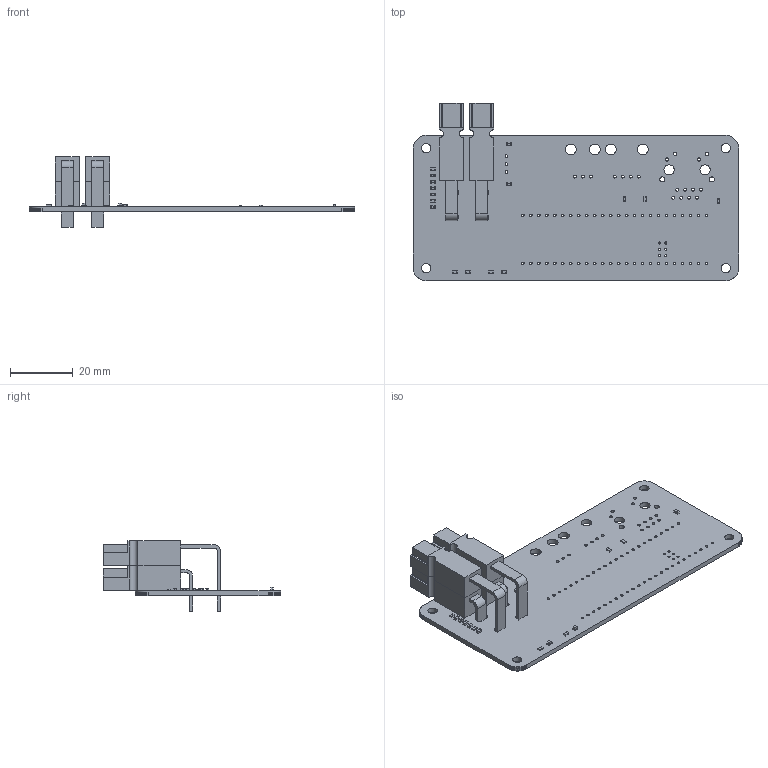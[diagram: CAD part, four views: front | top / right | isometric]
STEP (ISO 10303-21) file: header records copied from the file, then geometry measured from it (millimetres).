
FILE_DESCRIPTION(('KiCad electronic assembly'),'2;1');
FILE_NAME('RotatingSignalStack_board.step','2024-03-22T23:59:45',( 'Pcbnew'),('Kicad'),'Open CASCADE STEP processor 7.6', 'KiCad to STEP converter','Unknown');
FILE_SCHEMA(('AUTOMOTIVE_DESIGN { 1 0 10303 214 1 1 1 1 }'));
Length unit declared in the file: millimetre
Products named in the file (12): RotatingSignalStack_board 1; C_0603_1608Metric; SOLID; R_0603_1608Metric; Anderson_2_Horisontal_Stacked; COMPOUND; LED_0603_1608Metric; D_0603_1608Metric; RotatingSignalStack_board PCB
Assembly tree (24 placements, depth 3):
  RotatingSignalStack_board 1
    C_0603_1608Metric  x6
      SOLID
    R_0603_1608Metric  x6
      SOLID
    Anderson_2_Horisontal_Stacked  x2
      COMPOUND
    LED_0603_1608Metric  x2
      SOLID
    D_0603_1608Metric  x2
      SOLID
    RotatingSignalStack_board PCB
Bounding box: 103.38 x 56.48 x 22.35 mm (x, y, z)
Volume: 12421.1 mm3; surface area: 15395.1 mm2
Topology: 21 solids, 21 shells, 932 faces, 2558 edges, 1692 vertices
Faces by surface type: plane 664, cylinder 268
Full cylindrical faces by diameter (mm): 0.7 x6, 0.8 x48, 0.889 x3, 0.9 x15, 1.02 x4, 1.6 x2, 2.946 x4, 3.25 x2, 3.45 x4
Entity records: 38274 total; most frequent: CARTESIAN_POINT 7579, DIRECTION 5399, LINE 3751, VECTOR 3751, ORIENTED_EDGE 2874, PCURVE 2874, DEFINITIONAL_REPRESENTATION 2874, EDGE_CURVE 1437
